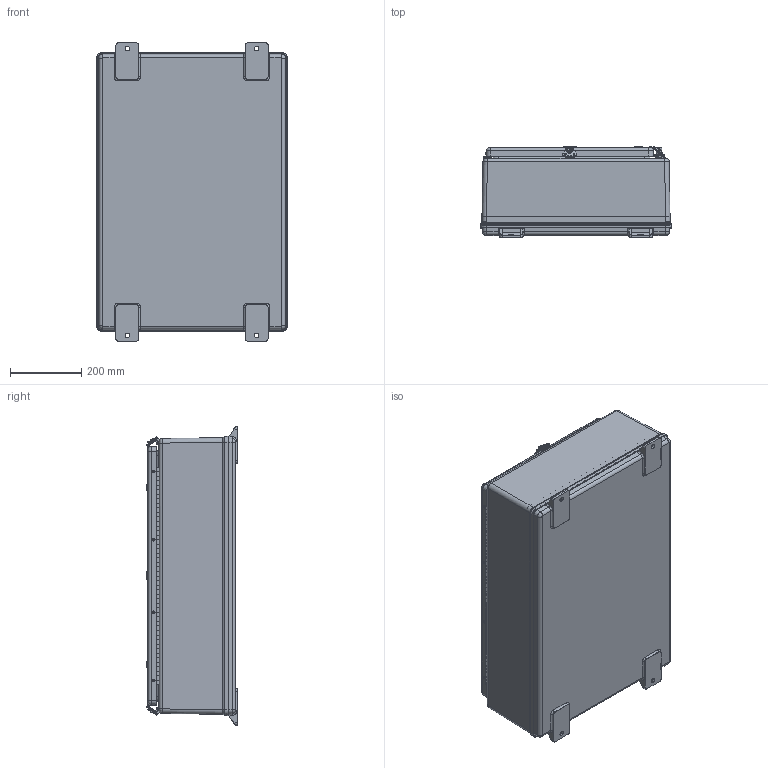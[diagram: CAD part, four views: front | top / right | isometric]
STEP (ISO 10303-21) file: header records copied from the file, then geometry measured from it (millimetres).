
FILE_DESCRIPTION (( 'STEP AP214' ), '1' );
FILE_NAME ('T30208HWTSL.STEP', '2020-10-06T15:53:15', ( '' ), ( '' ), 'SwSTEP 2.0', 'SolidWorks 2019', '' );
FILE_SCHEMA (( 'AUTOMOTIVE_DESIGN' ));
Length unit declared in the file: inch
Products named in the file (1): T30208HWTSL
Bounding box: 533.4 x 255.61 x 834.23 mm (x, y, z)
Volume: 7896737.6 mm3; surface area: 3312419.4 mm2
Topology: 88 solids, 88 shells, 1962 faces, 4880 edges, 3141 vertices
Faces by surface type: plane 926, cylinder 809, bspline 148, cone 47, torus 32
Full cylindrical faces by diameter (mm): 1.651 x8, 1.702 x4, 1.905 x8, 2.21 x4, 2.489 x4, 2.54 x4, 2.64 x8, 2.794 x4, 3.175 x61, 3.302 x48, 3.378 x12, 3.429 x4, 3.531 x4, 3.556 x12, 4.572 x4, 4.75 x8, 4.8 x4, 4.851 x8, 5 x1, 5.105 x1, 5.11 x1, 5.41 x4, 5.5 x1, 6.35 x5, 7.188 x8, 7.264 x4, 7.544 x8, 8.64 x2, 9.9 x1, 10 x1
Entity records: 68774 total; most frequent: CARTESIAN_POINT 22507, DIRECTION 9051, ORIENTED_EDGE 8936, EDGE_CURVE 4468, AXIS2_PLACEMENT_3D 3307, VERTEX_POINT 3083, EDGE_LOOP 2725, VECTOR 2437
